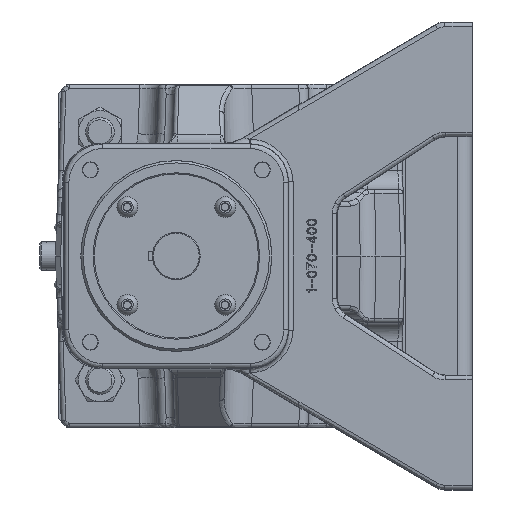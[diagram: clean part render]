
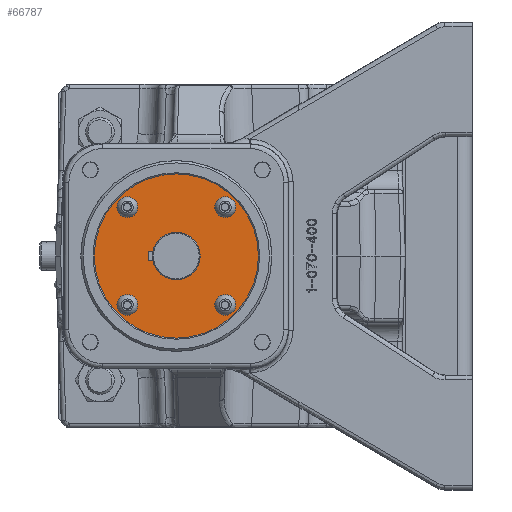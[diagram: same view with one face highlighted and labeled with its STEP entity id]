
A CAD part, left-side view. The second image highlights one B-rep face of the part: STEP entity #66787.
In plain terms, the highlighted planar face has unit normal (-1, 0, 0).
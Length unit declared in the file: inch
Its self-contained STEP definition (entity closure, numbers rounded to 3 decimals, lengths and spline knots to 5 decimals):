
#4947 = ORIENTED_EDGE ( 'NONE', *, *, #12421, .F. ) ;
#5759 = AXIS2_PLACEMENT_3D ( 'NONE', #26441, #132964, #41743 ) ;
#6108 = CARTESIAN_POINT ( 'NONE',  ( -5.87, -1.28163, -1.00813 ) ) ;
#9747 = EDGE_LOOP ( 'NONE', ( #19988 ) ) ;
#10265 = ORIENTED_EDGE ( 'NONE', *, *, #107881, .F. ) ;
#12421 = EDGE_CURVE ( 'NONE', #53187, #53187, #143667, .T. ) ;
#17295 = CIRCLE ( 'NONE', #31232, 0.2735 ) ;
#19889 = VERTEX_POINT ( 'NONE', #112777 ) ;
#19988 = ORIENTED_EDGE ( 'NONE', *, *, #46735, .F. ) ;
#24536 = CARTESIAN_POINT ( 'NONE',  ( -5.87, 0., 0. ) ) ;
#26441 = CARTESIAN_POINT ( 'NONE',  ( -5.87, 0., 0. ) ) ;
#26736 = VERTEX_POINT ( 'NONE', #118746 ) ;
#31232 = AXIS2_PLACEMENT_3D ( 'NONE', #46153, #152739, #61407 ) ;
#36501 = EDGE_CURVE ( 'NONE', #19889, #19889, #91056, .T. ) ;
#38568 = DIRECTION ( 'NONE',  ( -1., 0., 0. ) ) ;
#38818 = AXIS2_PLACEMENT_3D ( 'NONE', #24536, #131052, #39854 ) ;
#39854 = DIRECTION ( 'NONE',  ( 0., 0., 1. ) ) ;
#41544 = CARTESIAN_POINT ( 'NONE',  ( -5.87, -1.28163, 1.00813 ) ) ;
#41743 = DIRECTION ( 'NONE',  ( 0., 0., 1. ) ) ;
#45482 = DIRECTION ( 'NONE',  ( -1., 0., 0. ) ) ;
#46153 = CARTESIAN_POINT ( 'NONE',  ( -5.87, -1.28163, -1.28163 ) ) ;
#46735 = EDGE_CURVE ( 'NONE', #81577, #81577, #121222, .T. ) ;
#50360 = DIRECTION ( 'NONE',  ( -1., 0., 0. ) ) ;
#50800 = EDGE_LOOP ( 'NONE', ( #138508 ) ) ;
#51244 = ORIENTED_EDGE ( 'NONE', *, *, #97568, .F. ) ;
#52830 = CARTESIAN_POINT ( 'NONE',  ( -5.87, 0., 0.62475 ) ) ;
#53187 = VERTEX_POINT ( 'NONE', #141549 ) ;
#58876 = AXIS2_PLACEMENT_3D ( 'NONE', #141661, #50360, #156972 ) ;
#61407 = DIRECTION ( 'NONE',  ( 0., 0., 1. ) ) ;
#64980 = PLANE ( 'NONE',  #58876 ) ;
#66619 = CARTESIAN_POINT ( 'NONE',  ( -5.87, -1.28163, 1.28163 ) ) ;
#66787 = ADVANCED_FACE ( 'NONE', ( #140817, #183201, #140635, #181864, #135674, #135484 ), #64980, .T. ) ;
#72135 = AXIS2_PLACEMENT_3D ( 'NONE', #66619, #173216, #81878 ) ;
#77177 = EDGE_LOOP ( 'NONE', ( #10265 ) ) ;
#81577 = VERTEX_POINT ( 'NONE', #52830 ) ;
#81878 = DIRECTION ( 'NONE',  ( 0., 0., -1. ) ) ;
#86279 = EDGE_LOOP ( 'NONE', ( #4947 ) ) ;
#91056 = CIRCLE ( 'NONE', #38818, 2.15 ) ;
#97568 = EDGE_CURVE ( 'NONE', #167382, #167382, #103932, .T. ) ;
#103932 = CIRCLE ( 'NONE', #72135, 0.2735 ) ;
#107881 = EDGE_CURVE ( 'NONE', #26736, #26736, #157645, .T. ) ;
#109926 = VERTEX_POINT ( 'NONE', #6108 ) ;
#112777 = CARTESIAN_POINT ( 'NONE',  ( -5.87, 0., 2.15 ) ) ;
#118746 = CARTESIAN_POINT ( 'NONE',  ( -5.87, 1.28163, 1.00813 ) ) ;
#121222 = CIRCLE ( 'NONE', #5759, 0.62475 ) ;
#127158 = AXIS2_PLACEMENT_3D ( 'NONE', #129741, #38568, #145125 ) ;
#127238 = ORIENTED_EDGE ( 'NONE', *, *, #128325, .F. ) ;
#128325 = EDGE_CURVE ( 'NONE', #109926, #109926, #17295, .T. ) ;
#129741 = CARTESIAN_POINT ( 'NONE',  ( -5.87, 1.28163, -1.28163 ) ) ;
#131052 = DIRECTION ( 'NONE',  ( 1., 0., 0. ) ) ;
#132964 = DIRECTION ( 'NONE',  ( -1., 0., 0. ) ) ;
#135484 = FACE_OUTER_BOUND ( 'NONE', #50800, .T. ) ;
#135674 = FACE_BOUND ( 'NONE', #86279, .T. ) ;
#136746 = CARTESIAN_POINT ( 'NONE',  ( -5.87, 1.28163, 1.28163 ) ) ;
#138508 = ORIENTED_EDGE ( 'NONE', *, *, #36501, .F. ) ;
#140635 = FACE_BOUND ( 'NONE', #77177, .T. ) ;
#140817 = FACE_BOUND ( 'NONE', #9747, .T. ) ;
#140928 = EDGE_LOOP ( 'NONE', ( #127238 ) ) ;
#141549 = CARTESIAN_POINT ( 'NONE',  ( -5.87, 1.28163, -1.00813 ) ) ;
#141661 = CARTESIAN_POINT ( 'NONE',  ( -5.87, 0., 0. ) ) ;
#143667 = CIRCLE ( 'NONE', #127158, 0.2735 ) ;
#145125 = DIRECTION ( 'NONE',  ( 0., 0., 1. ) ) ;
#152086 = DIRECTION ( 'NONE',  ( 0., 0., -1. ) ) ;
#152739 = DIRECTION ( 'NONE',  ( -1., 0., 0. ) ) ;
#155174 = AXIS2_PLACEMENT_3D ( 'NONE', #136746, #45482, #152086 ) ;
#156972 = DIRECTION ( 'NONE',  ( 0., 0., 1. ) ) ;
#157645 = CIRCLE ( 'NONE', #155174, 0.2735 ) ;
#167382 = VERTEX_POINT ( 'NONE', #41544 ) ;
#173216 = DIRECTION ( 'NONE',  ( -1., 0., 0. ) ) ;
#181864 = FACE_BOUND ( 'NONE', #140928, .T. ) ;
#183201 = FACE_BOUND ( 'NONE', #193224, .T. ) ;
#193224 = EDGE_LOOP ( 'NONE', ( #51244 ) ) ;
